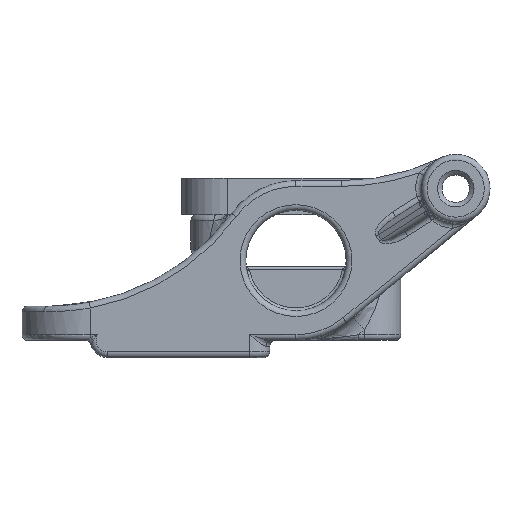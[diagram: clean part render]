
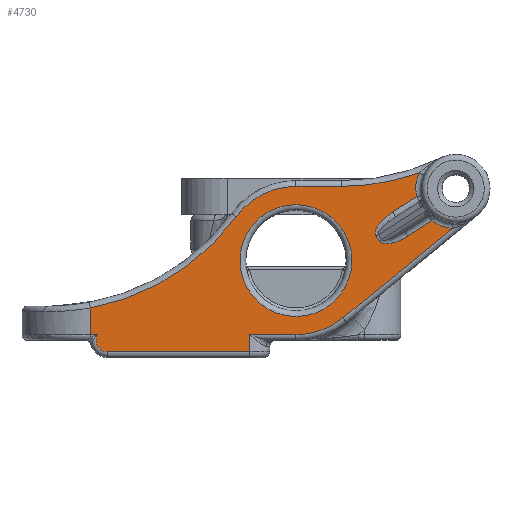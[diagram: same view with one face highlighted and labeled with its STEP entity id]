
A CAD part, front view. The second image highlights one B-rep face of the part: STEP entity #4730.
In plain terms, the highlighted planar face has unit normal (0, -1, 0).
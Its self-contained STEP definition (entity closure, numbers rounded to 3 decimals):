
#33=ELLIPSE('',#5168,2.345,1.);
#37=ELLIPSE('',#5177,2.345,1.);
#244=FACE_BOUND('',#1087,.T.);
#262=PLANE('',#5201);
#759=FACE_OUTER_BOUND('',#1086,.T.);
#1086=EDGE_LOOP('',(#3895,#3896,#3897,#3898,#3899,#3900,#3901,#3902,#3903,
#3904,#3905,#3906,#3907,#3908,#3909,#3910,#3911,#3912,#3913));
#1087=EDGE_LOOP('',(#3914));
#1352=LINE('',#10007,#1531);
#1355=LINE('',#10011,#1534);
#1357=LINE('',#10016,#1536);
#1358=LINE('',#10076,#1537);
#1360=LINE('',#10084,#1539);
#1361=LINE('',#10090,#1540);
#1362=LINE('',#10092,#1541);
#1363=LINE('',#10096,#1542);
#1364=LINE('',#10098,#1543);
#1365=LINE('',#10100,#1544);
#1531=VECTOR('',#6120,10.);
#1534=VECTOR('',#6125,10.);
#1536=VECTOR('',#6131,10.);
#1537=VECTOR('',#6150,10.);
#1539=VECTOR('',#6158,10.);
#1540=VECTOR('',#6163,10.);
#1541=VECTOR('',#6164,10.);
#1542=VECTOR('',#6167,10.);
#1543=VECTOR('',#6168,10.);
#1544=VECTOR('',#6169,10.);
#1760=CIRCLE('',#5166,3.5);
#1773=CIRCLE('',#5193,3.5);
#1778=CIRCLE('',#5202,20.5);
#1779=CIRCLE('',#5203,6.5);
#1780=CIRCLE('',#5204,20.5);
#1781=CIRCLE('',#5205,1.);
#1782=CIRCLE('',#5206,6.5);
#1783=CIRCLE('',#5207,4.9);
#2181=VERTEX_POINT('',#9729);
#2182=VERTEX_POINT('',#9731);
#2183=VERTEX_POINT('',#9804);
#2184=VERTEX_POINT('',#9805);
#2191=VERTEX_POINT('',#9916);
#2192=VERTEX_POINT('',#9917);
#2200=VERTEX_POINT('',#10005);
#2202=VERTEX_POINT('',#10018);
#2203=VERTEX_POINT('',#10075);
#2205=VERTEX_POINT('',#10081);
#2206=VERTEX_POINT('',#10083);
#2207=VERTEX_POINT('',#10085);
#2208=VERTEX_POINT('',#10087);
#2209=VERTEX_POINT('',#10089);
#2210=VERTEX_POINT('',#10091);
#2211=VERTEX_POINT('',#10093);
#2212=VERTEX_POINT('',#10095);
#2213=VERTEX_POINT('',#10097);
#2214=VERTEX_POINT('',#10099);
#2215=VERTEX_POINT('',#10102);
#2754=EDGE_CURVE('',#2181,#2182,#1760,.T.);
#2757=EDGE_CURVE('',#2183,#2184,#33,.T.);
#2769=EDGE_CURVE('',#2191,#2192,#37,.T.);
#2782=EDGE_CURVE('',#2200,#2191,#1352,.T.);
#2785=EDGE_CURVE('',#2192,#2183,#1355,.T.);
#2788=EDGE_CURVE('',#2184,#2181,#1357,.T.);
#2790=EDGE_CURVE('',#2202,#2200,#1773,.T.);
#2795=EDGE_CURVE('',#2182,#2203,#1358,.T.);
#2798=EDGE_CURVE('',#2205,#2202,#1778,.T.);
#2799=EDGE_CURVE('',#2206,#2205,#1360,.T.);
#2800=EDGE_CURVE('',#2207,#2206,#1779,.T.);
#2801=EDGE_CURVE('',#2208,#2207,#1780,.T.);
#2802=EDGE_CURVE('',#2209,#2208,#1361,.T.);
#2803=EDGE_CURVE('',#2210,#2209,#1362,.T.);
#2804=EDGE_CURVE('',#2210,#2211,#1781,.T.);
#2805=EDGE_CURVE('',#2212,#2211,#1363,.T.);
#2806=EDGE_CURVE('',#2213,#2212,#1364,.T.);
#2807=EDGE_CURVE('',#2214,#2213,#1365,.T.);
#2808=EDGE_CURVE('',#2203,#2214,#1782,.T.);
#2809=EDGE_CURVE('',#2215,#2215,#1783,.T.);
#3895=ORIENTED_EDGE('',*,*,#2754,.F.);
#3896=ORIENTED_EDGE('',*,*,#2788,.F.);
#3897=ORIENTED_EDGE('',*,*,#2757,.F.);
#3898=ORIENTED_EDGE('',*,*,#2785,.F.);
#3899=ORIENTED_EDGE('',*,*,#2769,.F.);
#3900=ORIENTED_EDGE('',*,*,#2782,.F.);
#3901=ORIENTED_EDGE('',*,*,#2790,.F.);
#3902=ORIENTED_EDGE('',*,*,#2798,.F.);
#3903=ORIENTED_EDGE('',*,*,#2799,.F.);
#3904=ORIENTED_EDGE('',*,*,#2800,.F.);
#3905=ORIENTED_EDGE('',*,*,#2801,.F.);
#3906=ORIENTED_EDGE('',*,*,#2802,.F.);
#3907=ORIENTED_EDGE('',*,*,#2803,.F.);
#3908=ORIENTED_EDGE('',*,*,#2804,.T.);
#3909=ORIENTED_EDGE('',*,*,#2805,.F.);
#3910=ORIENTED_EDGE('',*,*,#2806,.F.);
#3911=ORIENTED_EDGE('',*,*,#2807,.F.);
#3912=ORIENTED_EDGE('',*,*,#2808,.F.);
#3913=ORIENTED_EDGE('',*,*,#2795,.F.);
#3914=ORIENTED_EDGE('',*,*,#2809,.F.);
#4730=ADVANCED_FACE('',(#759,#244),#262,.T.);
#5166=AXIS2_PLACEMENT_3D('',#9732,#6072,#6073);
#5168=AXIS2_PLACEMENT_3D('',#9806,#6076,#6077);
#5177=AXIS2_PLACEMENT_3D('',#9918,#6096,#6097);
#5193=AXIS2_PLACEMENT_3D('',#10020,#6136,#6137);
#5201=AXIS2_PLACEMENT_3D('',#10080,#6154,#6155);
#5202=AXIS2_PLACEMENT_3D('',#10082,#6156,#6157);
#5203=AXIS2_PLACEMENT_3D('',#10086,#6159,#6160);
#5204=AXIS2_PLACEMENT_3D('',#10088,#6161,#6162);
#5205=AXIS2_PLACEMENT_3D('',#10094,#6165,#6166);
#5206=AXIS2_PLACEMENT_3D('',#10101,#6170,#6171);
#5207=AXIS2_PLACEMENT_3D('',#10103,#6172,#6173);
#6072=DIRECTION('center_axis',(0.,-1.,0.));
#6073=DIRECTION('ref_axis',(-0.265,0.,-0.964));
#6076=DIRECTION('center_axis',(0.,-1.,0.));
#6077=DIRECTION('ref_axis',(-0.843,0.,-0.539));
#6096=DIRECTION('center_axis',(0.,-1.,0.));
#6097=DIRECTION('ref_axis',(-0.843,0.,-0.539));
#6120=DIRECTION('',(-0.843,0.,-0.539));
#6125=DIRECTION('',(0.539,0.,-0.843));
#6131=DIRECTION('',(0.843,0.,0.539));
#6136=DIRECTION('center_axis',(0.,-1.,0.));
#6137=DIRECTION('ref_axis',(-0.983,0.,0.183));
#6150=DIRECTION('',(-0.774,0.,-0.634));
#6154=DIRECTION('center_axis',(0.,-1.,0.));
#6155=DIRECTION('ref_axis',(1.,0.,0.));
#6156=DIRECTION('center_axis',(0.,-1.,0.));
#6157=DIRECTION('ref_axis',(0.224,0.,-0.975));
#6158=DIRECTION('',(1.,0.,0.));
#6159=DIRECTION('center_axis',(0.,1.,0.));
#6160=DIRECTION('ref_axis',(-0.451,0.,0.892));
#6161=DIRECTION('center_axis',(0.,-1.,0.));
#6162=DIRECTION('ref_axis',(0.533,0.,-0.846));
#6163=DIRECTION('',(0.,0.,1.));
#6164=DIRECTION('',(-1.,0.,0.));
#6165=DIRECTION('center_axis',(0.,-1.,0.));
#6166=DIRECTION('ref_axis',(-1.,0.,0.));
#6167=DIRECTION('',(-1.,0.,0.));
#6168=DIRECTION('',(0.,0.,-1.));
#6169=DIRECTION('',(-1.,0.,0.));
#6170=DIRECTION('center_axis',(0.,1.,0.));
#6171=DIRECTION('ref_axis',(0.337,0.,-0.942));
#6172=DIRECTION('center_axis',(0.,-1.,0.));
#6173=DIRECTION('ref_axis',(1.,0.,0.));
#9729=CARTESIAN_POINT('',(15.919,-25.279,-13.009));
#9731=CARTESIAN_POINT('',(17.69,-25.279,-13.681));
#9732=CARTESIAN_POINT('Origin',(18.,-25.279,-10.195));
#9804=CARTESIAN_POINT('',(11.3,-25.279,-14.774));
#9805=CARTESIAN_POINT('',(13.814,-25.279,-14.354));
#9806=CARTESIAN_POINT('Origin',(13.276,-25.279,-13.511));
#9916=CARTESIAN_POINT('',(12.468,-25.279,-12.247));
#9917=CARTESIAN_POINT('',(11.03,-25.279,-14.353));
#9918=CARTESIAN_POINT('Origin',(13.006,-25.279,-13.09));
#10005=CARTESIAN_POINT('',(14.572,-25.279,-10.902));
#10007=CARTESIAN_POINT('',(8.723,-25.279,-14.641));
#10011=CARTESIAN_POINT('',(9.695,-25.279,-12.263));
#10016=CARTESIAN_POINT('',(7.922,-25.279,-18.12));
#10018=CARTESIAN_POINT('',(14.775,-25.279,-8.834));
#10020=CARTESIAN_POINT('Origin',(18.,-25.279,-10.195));
#10075=CARTESIAN_POINT('',(8.12,-25.279,-21.522));
#10076=CARTESIAN_POINT('',(13.087,-25.279,-17.452));
#10080=CARTESIAN_POINT('Origin',(0.5,-25.279,-15.345));
#10081=CARTESIAN_POINT('',(7.975,-25.279,-9.995));
#10082=CARTESIAN_POINT('Origin',(7.975,-25.279,10.505));
#10083=CARTESIAN_POINT('',(4.,-25.279,-9.995));
#10084=CARTESIAN_POINT('',(2.25,-25.279,-9.995));
#10085=CARTESIAN_POINT('',(-1.236,-25.279,-12.643));
#10086=CARTESIAN_POINT('Origin',(4.,-25.279,-16.495));
#10087=CARTESIAN_POINT('',(-14.,-25.279,-20.649));
#10088=CARTESIAN_POINT('Origin',(-17.749,-25.279,-0.495));
#10089=CARTESIAN_POINT('',(-14.,-25.279,-22.995));
#10090=CARTESIAN_POINT('',(-14.,-25.279,-19.42));
#10091=CARTESIAN_POINT('',(-13.366,-25.279,-22.995));
#10092=CARTESIAN_POINT('',(2.25,-25.279,-22.995));
#10093=CARTESIAN_POINT('',(-12.5,-25.279,-24.495));
#10094=CARTESIAN_POINT('Origin',(-12.5,-25.279,-23.495));
#10095=CARTESIAN_POINT('',(-0.05,-25.279,-24.495));
#10096=CARTESIAN_POINT('',(-2.825,-25.279,-24.495));
#10097=CARTESIAN_POINT('',(-0.05,-25.279,-22.995));
#10098=CARTESIAN_POINT('',(-0.05,-25.279,-19.42));
#10099=CARTESIAN_POINT('',(4.,-25.279,-22.995));
#10100=CARTESIAN_POINT('',(2.25,-25.279,-22.995));
#10101=CARTESIAN_POINT('Origin',(4.,-25.279,-16.495));
#10102=CARTESIAN_POINT('',(8.9,-25.279,-16.495));
#10103=CARTESIAN_POINT('Origin',(4.,-25.279,-16.495));
